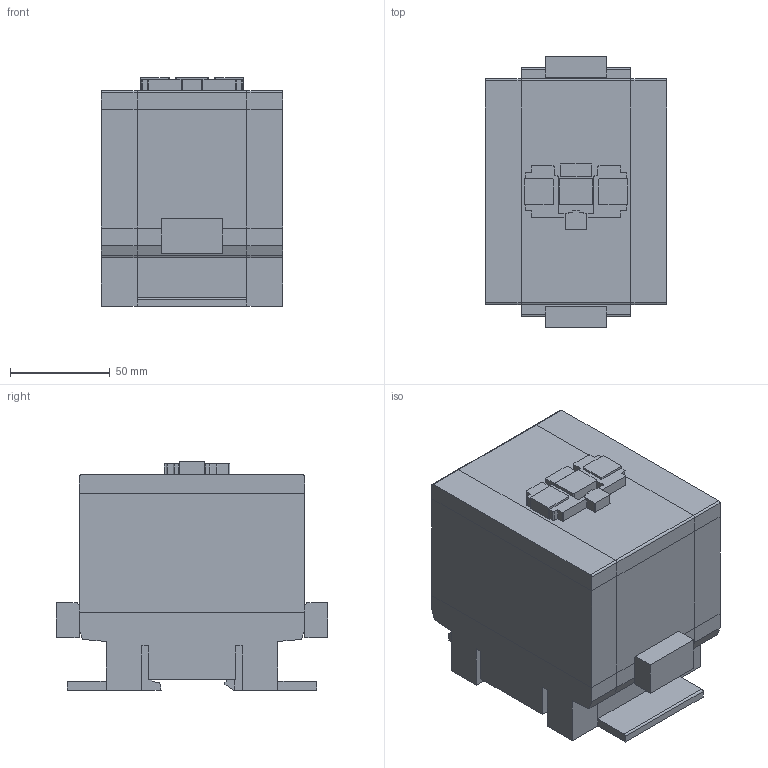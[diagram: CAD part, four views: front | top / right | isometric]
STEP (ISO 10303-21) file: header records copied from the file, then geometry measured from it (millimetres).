
FILE_DESCRIPTION(/* description */ (''),/* implementation_level */ '2;1');
FILE_NAME(/* name */ '3d_BF80T4A024.stp',/* time_stamp */ '2019-01-07T09:30:17+01:00',/* author */ (''),/* organization */ (''),/* preprocessor_version */ 'ST-DEVELOPER v16',/* originating_system */ 'SIEMENS PLM Software NX 10.0',/* authorisation */ '');
FILE_SCHEMA (('CONFIG_CONTROL_DESIGN'));
Length unit declared in the file: millimetre
Products named in the file (1): 3d_BF80T4A024_stp
Bounding box: 91 x 136 x 114.6 mm (x, y, z)
Volume: 1052355.5 mm3; surface area: 166451.7 mm2
Topology: 19 solids, 19 shells, 236 faces, 594 edges, 396 vertices
Faces by surface type: plane 195, cylinder 41
Entity records: 7048 total; most frequent: CARTESIAN_POINT 1227, ORIENTED_EDGE 1188, DIRECTION 1150, EDGE_CURVE 594, LINE 512, VECTOR 512, VERTEX_POINT 396, AXIS2_PLACEMENT_3D 319
